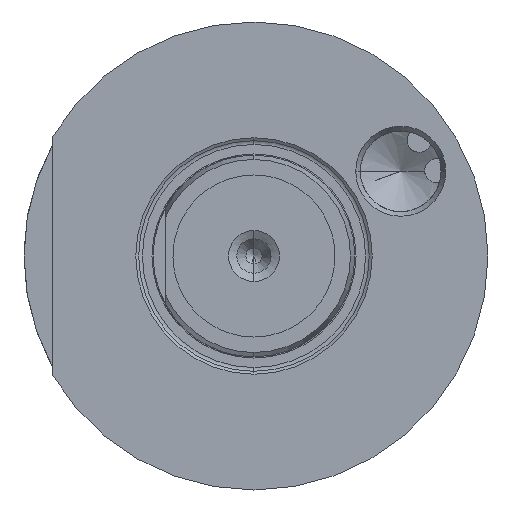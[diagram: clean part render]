
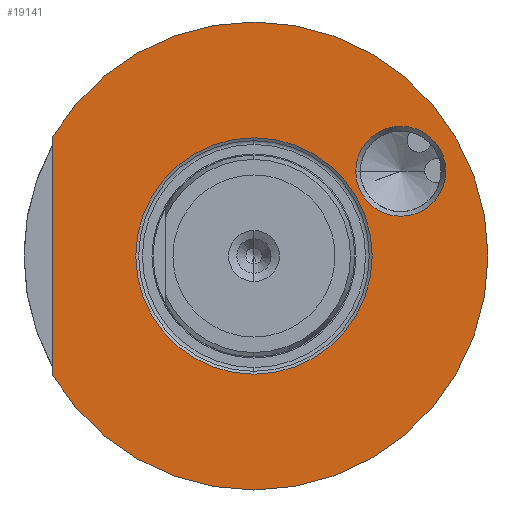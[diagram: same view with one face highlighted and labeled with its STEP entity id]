
A CAD part, left-side view. The second image highlights one B-rep face of the part: STEP entity #19141.
In plain terms, the highlighted planar face has unit normal (-1, 0, 0).
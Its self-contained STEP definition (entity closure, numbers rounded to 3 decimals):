
#64 = DIRECTION ( 'NONE',  ( -1., 0., 0. ) ) ;
#87 = EDGE_LOOP ( 'NONE', ( #12226, #9091, #3916, #11898 ) ) ;
#192 = VECTOR ( 'NONE', #15223, 1000. ) ;
#359 = VERTEX_POINT ( 'NONE', #27979 ) ;
#1182 = CARTESIAN_POINT ( 'NONE',  ( 0., -18.187, 10.5 ) ) ;
#1217 = EDGE_CURVE ( 'NONE', #359, #25863, #21449, .T. ) ;
#1546 = CARTESIAN_POINT ( 'NONE',  ( 0., 0., -29. ) ) ;
#1983 = CARTESIAN_POINT ( 'NONE',  ( 0., 0., 0. ) ) ;
#2370 = VERTEX_POINT ( 'NONE', #2761 ) ;
#2744 = PLANE ( 'NONE',  #25107 ) ;
#2761 = CARTESIAN_POINT ( 'NONE',  ( 0., 25., -14.697 ) ) ;
#2845 = DIRECTION ( 'NONE',  ( 1., 0., 0. ) ) ;
#2925 = CIRCLE ( 'NONE', #17306, 14.65 ) ;
#3341 = EDGE_CURVE ( 'NONE', #10381, #28460, #17207, .T. ) ;
#3421 = DIRECTION ( 'NONE',  ( 0., -1., 0. ) ) ;
#3840 = DIRECTION ( 'NONE',  ( -1., 0., 0. ) ) ;
#3916 = ORIENTED_EDGE ( 'NONE', *, *, #3341, .T. ) ;
#4259 = DIRECTION ( 'NONE',  ( 0., 0., 1. ) ) ;
#5397 = CARTESIAN_POINT ( 'NONE',  ( 0., -23.764, 10.5 ) ) ;
#6146 = LINE ( 'NONE', #24120, #192 ) ;
#6283 = FACE_OUTER_BOUND ( 'NONE', #87, .T. ) ;
#6697 = ORIENTED_EDGE ( 'NONE', *, *, #10439, .F. ) ;
#9091 = ORIENTED_EDGE ( 'NONE', *, *, #17827, .T. ) ;
#10381 = VERTEX_POINT ( 'NONE', #15239 ) ;
#10439 = EDGE_CURVE ( 'NONE', #25863, #359, #2925, .T. ) ;
#10509 = CARTESIAN_POINT ( 'NONE',  ( 0., 25., 14.697 ) ) ;
#11095 = DIRECTION ( 'NONE',  ( -1., 0., 0. ) ) ;
#11261 = DIRECTION ( 'NONE',  ( 0., 0., 1. ) ) ;
#11898 = ORIENTED_EDGE ( 'NONE', *, *, #17315, .F. ) ;
#12160 = FACE_BOUND ( 'NONE', #25478, .T. ) ;
#12226 = ORIENTED_EDGE ( 'NONE', *, *, #16521, .T. ) ;
#13230 = CIRCLE ( 'NONE', #20810, 29. ) ;
#13289 = ORIENTED_EDGE ( 'NONE', *, *, #1217, .F. ) ;
#13381 = CARTESIAN_POINT ( 'NONE',  ( 0., -18.187, 10.5 ) ) ;
#15223 = DIRECTION ( 'NONE',  ( 0., 0., 1. ) ) ;
#15239 = CARTESIAN_POINT ( 'NONE',  ( 0., 0., 29. ) ) ;
#15624 = DIRECTION ( 'NONE',  ( 0., -1., 0. ) ) ;
#15777 = CIRCLE ( 'NONE', #15812, 29. ) ;
#15812 = AXIS2_PLACEMENT_3D ( 'NONE', #17136, #3840, #19405 ) ;
#16147 = CARTESIAN_POINT ( 'NONE',  ( 0., 0., 0. ) ) ;
#16521 = EDGE_CURVE ( 'NONE', #2370, #24004, #13230, .T. ) ;
#16525 = DIRECTION ( 'NONE',  ( 0., 0., 1. ) ) ;
#16585 = DIRECTION ( 'NONE',  ( -1., 0., 0. ) ) ;
#16622 = CARTESIAN_POINT ( 'NONE',  ( 0., 0., 0. ) ) ;
#16735 = DIRECTION ( 'NONE',  ( -1., 0., 0. ) ) ;
#16858 = EDGE_CURVE ( 'NONE', #26216, #20279, #27457, .T. ) ;
#17136 = CARTESIAN_POINT ( 'NONE',  ( 0., 0., 0. ) ) ;
#17207 = CIRCLE ( 'NONE', #22283, 29. ) ;
#17306 = AXIS2_PLACEMENT_3D ( 'NONE', #28260, #11095, #11261 ) ;
#17315 = EDGE_CURVE ( 'NONE', #2370, #28460, #6146, .T. ) ;
#17561 = DIRECTION ( 'NONE',  ( -1., 0., 0. ) ) ;
#17827 = EDGE_CURVE ( 'NONE', #24004, #10381, #15777, .T. ) ;
#18410 = DIRECTION ( 'NONE',  ( 0., 0., -1. ) ) ;
#19141 = ADVANCED_FACE ( 'NONE', ( #12160, #6283, #24040 ), #2744, .F. ) ;
#19405 = DIRECTION ( 'NONE',  ( 0., 0., 1. ) ) ;
#19956 = CARTESIAN_POINT ( 'NONE',  ( 0., -12.609, 10.5 ) ) ;
#20279 = VERTEX_POINT ( 'NONE', #19956 ) ;
#20725 = EDGE_CURVE ( 'NONE', #20279, #26216, #23925, .T. ) ;
#20782 = CARTESIAN_POINT ( 'NONE',  ( 0., 0., 0. ) ) ;
#20810 = AXIS2_PLACEMENT_3D ( 'NONE', #1983, #17561, #4259 ) ;
#21449 = CIRCLE ( 'NONE', #27261, 14.65 ) ;
#22283 = AXIS2_PLACEMENT_3D ( 'NONE', #16622, #16585, #16525 ) ;
#23384 = ORIENTED_EDGE ( 'NONE', *, *, #20725, .F. ) ;
#23925 = CIRCLE ( 'NONE', #28933, 5.577 ) ;
#24004 = VERTEX_POINT ( 'NONE', #1546 ) ;
#24040 = FACE_BOUND ( 'NONE', #27256, .T. ) ;
#24120 = CARTESIAN_POINT ( 'NONE',  ( 0., 25., -14.697 ) ) ;
#24238 = AXIS2_PLACEMENT_3D ( 'NONE', #1182, #16735, #3421 ) ;
#25107 = AXIS2_PLACEMENT_3D ( 'NONE', #16147, #2845, #18410 ) ;
#25251 = DIRECTION ( 'NONE',  ( -1., 0., 0. ) ) ;
#25478 = EDGE_LOOP ( 'NONE', ( #27241, #23384 ) ) ;
#25863 = VERTEX_POINT ( 'NONE', #28630 ) ;
#26216 = VERTEX_POINT ( 'NONE', #5397 ) ;
#26912 = DIRECTION ( 'NONE',  ( 0., 0., 1. ) ) ;
#27241 = ORIENTED_EDGE ( 'NONE', *, *, #16858, .F. ) ;
#27256 = EDGE_LOOP ( 'NONE', ( #6697, #13289 ) ) ;
#27261 = AXIS2_PLACEMENT_3D ( 'NONE', #20782, #25251, #26912 ) ;
#27457 = CIRCLE ( 'NONE', #24238, 5.577 ) ;
#27979 = CARTESIAN_POINT ( 'NONE',  ( 0., 0., -14.65 ) ) ;
#28260 = CARTESIAN_POINT ( 'NONE',  ( 0., 0., 0. ) ) ;
#28460 = VERTEX_POINT ( 'NONE', #10509 ) ;
#28630 = CARTESIAN_POINT ( 'NONE',  ( 0., 0., 14.65 ) ) ;
#28933 = AXIS2_PLACEMENT_3D ( 'NONE', #13381, #64, #15624 ) ;
